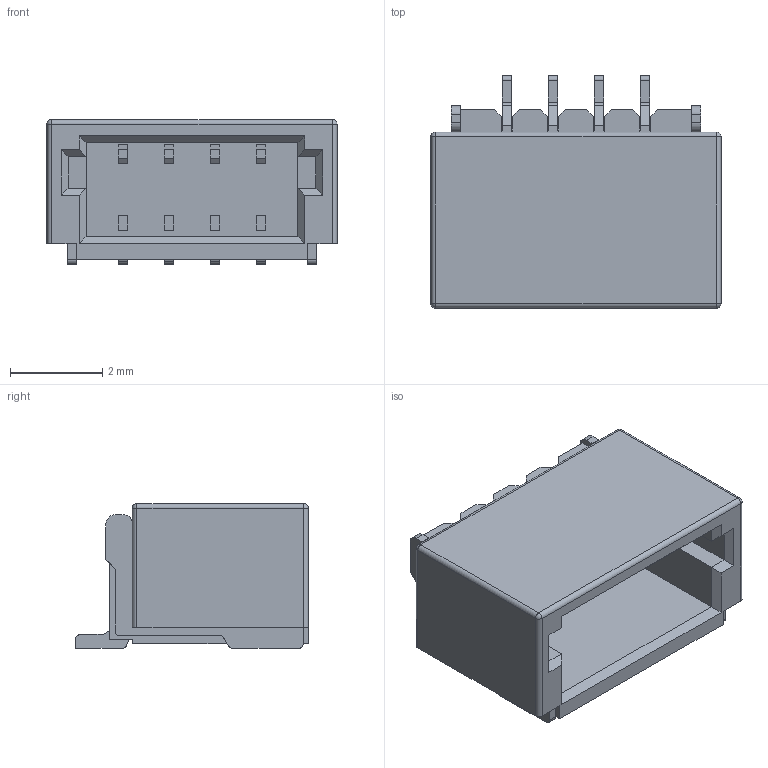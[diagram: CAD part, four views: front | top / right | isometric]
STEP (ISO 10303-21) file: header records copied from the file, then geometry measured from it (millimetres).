
FILE_DESCRIPTION (( 'STEP AP214' ), '1' );
FILE_NAME ('CONN-SMD_AFC10-S04QCA-00.step', '2022-08-01T05:36:10', ( '' ), ( '' ), 'SwSTEP 2.0', 'SolidWorks 2020', '' );
FILE_SCHEMA (( 'AUTOMOTIVE_DESIGN' ));
Length unit declared in the file: millimetre
Products named in the file (1): CONN-SMD_AFC10-S04QCA-00
Bounding box: 6.3 x 5.05 x 3.14 mm (x, y, z)
Volume: 48.3 mm3; surface area: 185.4 mm2
Topology: 14 solids, 14 shells, 501 faces, 1320 edges, 866 vertices
Faces by surface type: plane 353, bspline 114, cylinder 30, sphere 4
Entity records: 20580 total; most frequent: CARTESIAN_POINT 5046, ORIENTED_EDGE 2632, DIRECTION 1922, EDGE_CURVE 1316, VECTOR 1022, LINE 1022, VERTEX_POINT 866, EDGE_LOOP 536
